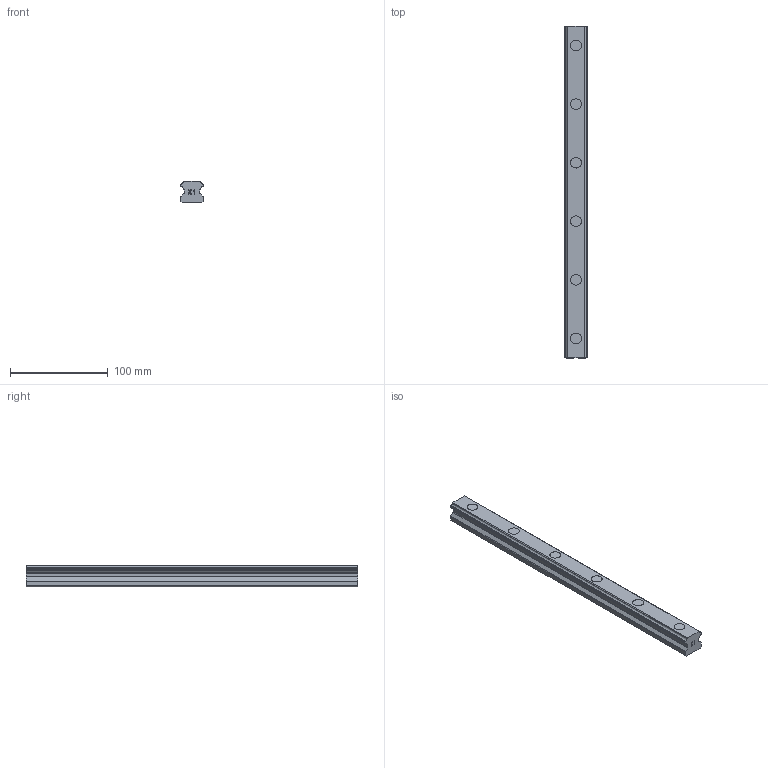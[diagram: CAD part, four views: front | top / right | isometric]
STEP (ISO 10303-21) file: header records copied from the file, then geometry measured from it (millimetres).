
FILE_DESCRIPTION(('STEP AP214'),'1');
FILE_NAME('cctmp_16B419A5-985E-4D9E-ABF4-2A13C50BB874_2020_5_28_10_36_12_349..stp','2020-05-28T08:36:12',('HIWIN GmbH'),('CADClick - www.CADClick.com'),'Spatial InterOp 3D',' ','unknown authorization');
FILE_SCHEMA(('AUTOMOTIVE_DESIGN'));
Length unit declared in the file: millimetre
Products named in the file (1): HGR25R340H_FILE
Bounding box: 23 x 340 x 22 mm (x, y, z)
Volume: 140931.1 mm3; surface area: 35924 mm2
Topology: 1 solids, 1 shells, 183 faces, 495 edges, 330 vertices
Faces by surface type: plane 125, cylinder 58
Entity records: 7281 total; most frequent: DIRECTION 1027, CARTESIAN_POINT 1009, ORIENTED_EDGE 990, EDGE_CURVE 495, AXIS2_PLACEMENT_3D 348, LINE 331, VECTOR 331, VERTEX_POINT 330
